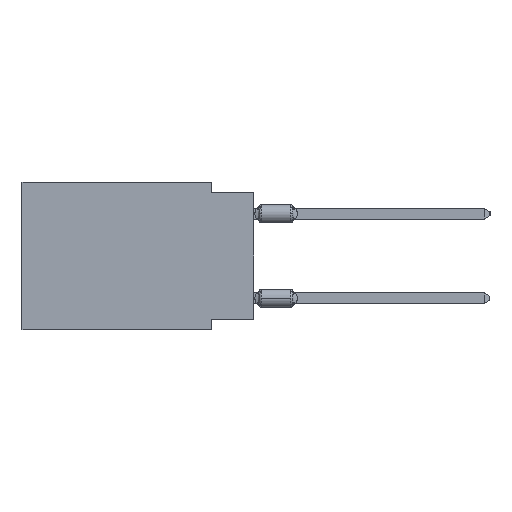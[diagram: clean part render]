
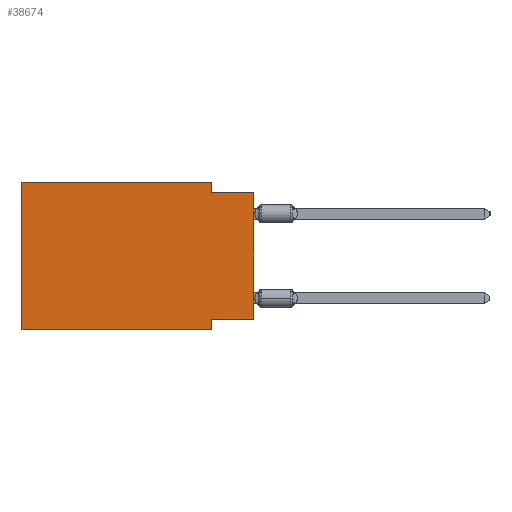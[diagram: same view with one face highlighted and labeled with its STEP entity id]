
A CAD part, left-side view. The second image highlights one B-rep face of the part: STEP entity #38674.
In plain terms, the highlighted planar face has unit normal (-1, 0, 0).
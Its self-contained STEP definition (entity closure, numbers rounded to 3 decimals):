
#1661 = DIRECTION ( 'NONE',  ( 0., 0., -1. ) ) ;
#1852 = CARTESIAN_POINT ( 'NONE',  ( 0., 2.54, 0. ) ) ;
#3164 = LINE ( 'NONE', #71320, #69077 ) ;
#4063 = DIRECTION ( 'NONE',  ( 0., 0., 1. ) ) ;
#4398 = EDGE_CURVE ( 'NONE', #24951, #14814, #15310, .T. ) ;
#4665 = EDGE_CURVE ( 'NONE', #28545, #36905, #24955, .T. ) ;
#5194 = ORIENTED_EDGE ( 'NONE', *, *, #68290, .F. ) ;
#6350 = FACE_OUTER_BOUND ( 'NONE', #6405, .T. ) ;
#6405 = EDGE_LOOP ( 'NONE', ( #59668, #57144, #9257, #31352, #71217, #67106, #5194, #11599 ) ) ;
#7820 = DIRECTION ( 'NONE',  ( 0., -1., 0. ) ) ;
#7917 = EDGE_CURVE ( 'NONE', #55044, #71468, #56094, .T. ) ;
#8401 = DIRECTION ( 'NONE',  ( 0., 0., 1. ) ) ;
#9257 = ORIENTED_EDGE ( 'NONE', *, *, #12773, .F. ) ;
#10856 = DIRECTION ( 'NONE',  ( 0., 1., 0. ) ) ;
#11474 = LINE ( 'NONE', #25498, #61195 ) ;
#11599 = ORIENTED_EDGE ( 'NONE', *, *, #4398, .F. ) ;
#12773 = EDGE_CURVE ( 'NONE', #36905, #55044, #68177, .T. ) ;
#14814 = VERTEX_POINT ( 'NONE', #43477 ) ;
#15133 = DIRECTION ( 'NONE',  ( 0., -1., 0. ) ) ;
#15310 = LINE ( 'NONE', #32464, #37944 ) ;
#16038 = EDGE_CURVE ( 'NONE', #24951, #71468, #31668, .T. ) ;
#16215 = CARTESIAN_POINT ( 'NONE',  ( 0., 2.54, -0.635 ) ) ;
#17177 = DIRECTION ( 'NONE',  ( 0., 0., -1. ) ) ;
#20524 = CARTESIAN_POINT ( 'NONE',  ( 0., 0., 0. ) ) ;
#21479 = CARTESIAN_POINT ( 'NONE',  ( 0., 0., -0.635 ) ) ;
#23079 = LINE ( 'NONE', #62142, #52585 ) ;
#23497 = CARTESIAN_POINT ( 'NONE',  ( 0., 13.97, 0. ) ) ;
#24951 = VERTEX_POINT ( 'NONE', #28286 ) ;
#24955 = LINE ( 'NONE', #59187, #33197 ) ;
#25242 = VECTOR ( 'NONE', #15133, 1000. ) ;
#25498 = CARTESIAN_POINT ( 'NONE',  ( 0., 2.54, -8.89 ) ) ;
#26174 = VERTEX_POINT ( 'NONE', #52076 ) ;
#28286 = CARTESIAN_POINT ( 'NONE',  ( 0., 0., -8.255 ) ) ;
#28451 = CARTESIAN_POINT ( 'NONE',  ( 0., 0., -0.635 ) ) ;
#28545 = VERTEX_POINT ( 'NONE', #69849 ) ;
#29089 = PLANE ( 'NONE',  #69081 ) ;
#29919 = EDGE_CURVE ( 'NONE', #36877, #28545, #3164, .T. ) ;
#31352 = ORIENTED_EDGE ( 'NONE', *, *, #4665, .F. ) ;
#31668 = LINE ( 'NONE', #20524, #61269 ) ;
#32464 = CARTESIAN_POINT ( 'NONE',  ( 0., 0., -8.255 ) ) ;
#33197 = VECTOR ( 'NONE', #7820, 1000. ) ;
#34216 = DIRECTION ( 'NONE',  ( 0., -1., 0. ) ) ;
#35031 = CARTESIAN_POINT ( 'NONE',  ( 0., 2.54, 0. ) ) ;
#36877 = VERTEX_POINT ( 'NONE', #52909 ) ;
#36905 = VERTEX_POINT ( 'NONE', #1852 ) ;
#37944 = VECTOR ( 'NONE', #10856, 1000. ) ;
#38674 = ADVANCED_FACE ( 'NONE', ( #6350 ), #29089, .F. ) ;
#40651 = DIRECTION ( 'NONE',  ( 1., 0., 0. ) ) ;
#40923 = VECTOR ( 'NONE', #17177, 1000. ) ;
#43477 = CARTESIAN_POINT ( 'NONE',  ( 0., 2.54, -8.255 ) ) ;
#52076 = CARTESIAN_POINT ( 'NONE',  ( 0., 2.54, -8.89 ) ) ;
#52585 = VECTOR ( 'NONE', #34216, 1000. ) ;
#52909 = CARTESIAN_POINT ( 'NONE',  ( 0., 13.97, -8.89 ) ) ;
#55044 = VERTEX_POINT ( 'NONE', #16215 ) ;
#56094 = LINE ( 'NONE', #21479, #25242 ) ;
#57144 = ORIENTED_EDGE ( 'NONE', *, *, #7917, .F. ) ;
#59187 = CARTESIAN_POINT ( 'NONE',  ( 0., 13.97, 0. ) ) ;
#59668 = ORIENTED_EDGE ( 'NONE', *, *, #16038, .T. ) ;
#61195 = VECTOR ( 'NONE', #1661, 1000. ) ;
#61269 = VECTOR ( 'NONE', #4063, 1000. ) ;
#62142 = CARTESIAN_POINT ( 'NONE',  ( 0., 13.97, -8.89 ) ) ;
#67106 = ORIENTED_EDGE ( 'NONE', *, *, #70555, .T. ) ;
#68177 = LINE ( 'NONE', #35031, #40923 ) ;
#68290 = EDGE_CURVE ( 'NONE', #14814, #26174, #11474, .T. ) ;
#68890 = DIRECTION ( 'NONE',  ( 0., 0., -1. ) ) ;
#69077 = VECTOR ( 'NONE', #8401, 1000. ) ;
#69081 = AXIS2_PLACEMENT_3D ( 'NONE', #23497, #40651, #68890 ) ;
#69849 = CARTESIAN_POINT ( 'NONE',  ( 0., 13.97, 0. ) ) ;
#70555 = EDGE_CURVE ( 'NONE', #36877, #26174, #23079, .T. ) ;
#71217 = ORIENTED_EDGE ( 'NONE', *, *, #29919, .F. ) ;
#71320 = CARTESIAN_POINT ( 'NONE',  ( 0., 13.97, 0. ) ) ;
#71468 = VERTEX_POINT ( 'NONE', #28451 ) ;
